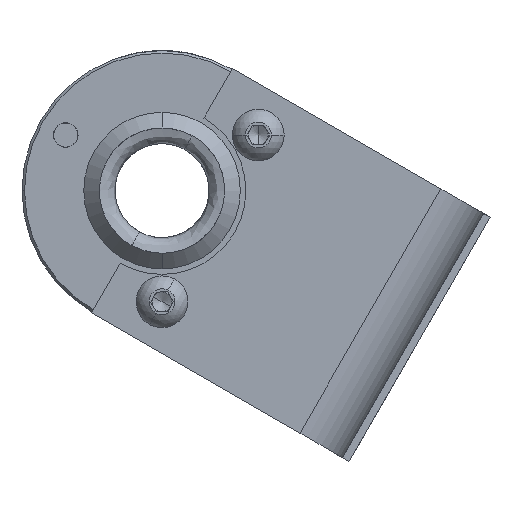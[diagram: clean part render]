
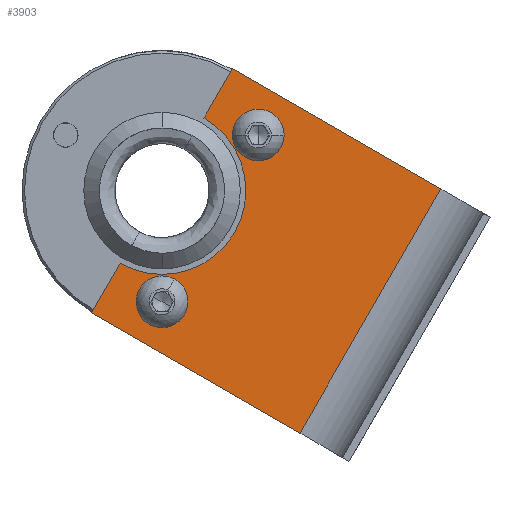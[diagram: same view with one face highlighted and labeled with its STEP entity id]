
A CAD part, front view. The second image highlights one B-rep face of the part: STEP entity #3903.
In plain terms, the highlighted face is planar.
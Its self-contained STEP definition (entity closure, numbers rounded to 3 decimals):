
#36 = ORIENTED_EDGE ( 'NONE', *, *, #1141, .F. ) ;
#41 = ORIENTED_EDGE ( 'NONE', *, *, #1257, .F. ) ;
#48 = CARTESIAN_POINT ( 'NONE',  ( 28.6, 11.5, 1.5 ) ) ;
#117 = VERTEX_POINT ( 'NONE', #2591 ) ;
#211 = CIRCLE ( 'NONE', #991, 3.4 ) ;
#213 = EDGE_CURVE ( 'NONE', #2330, #896, #718, .T. ) ;
#273 = DIRECTION ( 'NONE',  ( -0.5, 0.866, 0. ) ) ;
#435 = LINE ( 'NONE', #2569, #3492 ) ;
#484 = EDGE_CURVE ( 'NONE', #2330, #1170, #1431, .T. ) ;
#606 = CARTESIAN_POINT ( 'NONE',  ( 28.6, 1.5, 1.5 ) ) ;
#623 = DIRECTION ( 'NONE',  ( -1., 0., 0. ) ) ;
#718 = LINE ( 'NONE', #2741, #4147 ) ;
#805 = LINE ( 'NONE', #1701, #3475 ) ;
#845 = ORIENTED_EDGE ( 'NONE', *, *, #213, .T. ) ;
#896 = VERTEX_POINT ( 'NONE', #1819 ) ;
#956 = CARTESIAN_POINT ( 'NONE',  ( -28.6, 11.5, 1.5 ) ) ;
#969 = VERTEX_POINT ( 'NONE', #1219 ) ;
#991 = AXIS2_PLACEMENT_3D ( 'NONE', #2327, #1059, #3643 ) ;
#1059 = DIRECTION ( 'NONE',  ( 0., 0., 1. ) ) ;
#1095 = CIRCLE ( 'NONE', #1984, 3.4 ) ;
#1141 = EDGE_CURVE ( 'NONE', #3984, #3272, #4019, .T. ) ;
#1170 = VERTEX_POINT ( 'NONE', #48 ) ;
#1171 = CARTESIAN_POINT ( 'NONE',  ( 0., 60.3, 1.5 ) ) ;
#1219 = CARTESIAN_POINT ( 'NONE',  ( -22.925, 49.027, 1.5 ) ) ;
#1240 = LINE ( 'NONE', #2336, #3437 ) ;
#1257 = EDGE_CURVE ( 'NONE', #3272, #3984, #211, .T. ) ;
#1391 = EDGE_CURVE ( 'NONE', #969, #3658, #1554, .T. ) ;
#1393 = EDGE_LOOP ( 'NONE', ( #2044, #3434 ) ) ;
#1411 = CARTESIAN_POINT ( 'NONE',  ( -17., 60.3, 1.5 ) ) ;
#1431 = LINE ( 'NONE', #3196, #2382 ) ;
#1442 = DIRECTION ( 'NONE',  ( -1., 0., 0. ) ) ;
#1471 = EDGE_CURVE ( 'NONE', #3841, #896, #4209, .T. ) ;
#1546 = EDGE_LOOP ( 'NONE', ( #845, #1572, #2721, #3384, #3534, #3135 ) ) ;
#1554 = CIRCLE ( 'NONE', #3257, 3.4 ) ;
#1572 = ORIENTED_EDGE ( 'NONE', *, *, #1471, .F. ) ;
#1701 = CARTESIAN_POINT ( 'NONE',  ( -28.6, 1.5, 1.5 ) ) ;
#1735 = DIRECTION ( 'NONE',  ( 1., 0., 0. ) ) ;
#1755 = EDGE_CURVE ( 'NONE', #2184, #1170, #1240, .T. ) ;
#1786 = CARTESIAN_POINT ( 'NONE',  ( -19.525, 49.027, 1.5 ) ) ;
#1813 = DIRECTION ( 'NONE',  ( 0., 0., 1. ) ) ;
#1819 = CARTESIAN_POINT ( 'NONE',  ( 17., 60.3, 1.5 ) ) ;
#1960 = DIRECTION ( 'NONE',  ( 0., 0., -1. ) ) ;
#1984 = AXIS2_PLACEMENT_3D ( 'NONE', #3572, #3927, #2613 ) ;
#2044 = ORIENTED_EDGE ( 'NONE', *, *, #2448, .F. ) ;
#2133 = EDGE_LOOP ( 'NONE', ( #36, #41 ) ) ;
#2184 = VERTEX_POINT ( 'NONE', #956 ) ;
#2291 = DIRECTION ( 'NONE',  ( 0., 0., 1. ) ) ;
#2327 = CARTESIAN_POINT ( 'NONE',  ( 19.525, 49.028, 1.5 ) ) ;
#2330 = VERTEX_POINT ( 'NONE', #2394 ) ;
#2336 = CARTESIAN_POINT ( 'NONE',  ( 28.6, 11.5, 1.5 ) ) ;
#2382 = VECTOR ( 'NONE', #2866, 1000. ) ;
#2394 = CARTESIAN_POINT ( 'NONE',  ( 28.6, 60.3, 1.5 ) ) ;
#2417 = DIRECTION ( 'NONE',  ( 0., 0., 1. ) ) ;
#2448 = EDGE_CURVE ( 'NONE', #3658, #969, #1095, .T. ) ;
#2569 = CARTESIAN_POINT ( 'NONE',  ( 28.6, 60.3, 1.5 ) ) ;
#2576 = AXIS2_PLACEMENT_3D ( 'NONE', #1171, #1813, #3217 ) ;
#2591 = CARTESIAN_POINT ( 'NONE',  ( -28.6, 60.3, 1.5 ) ) ;
#2613 = DIRECTION ( 'NONE',  ( 1., 0., 0. ) ) ;
#2675 = DIRECTION ( 'NONE',  ( 0., -1., 0. ) ) ;
#2721 = ORIENTED_EDGE ( 'NONE', *, *, #3586, .T. ) ;
#2741 = CARTESIAN_POINT ( 'NONE',  ( 28.6, 60.3, 1.5 ) ) ;
#2832 = FACE_BOUND ( 'NONE', #1393, .T. ) ;
#2866 = DIRECTION ( 'NONE',  ( 0., -1., 0. ) ) ;
#2956 = CARTESIAN_POINT ( 'NONE',  ( 19.525, 49.028, 1.5 ) ) ;
#3014 = CARTESIAN_POINT ( 'NONE',  ( 16.125, 49.028, 1.5 ) ) ;
#3053 = FACE_OUTER_BOUND ( 'NONE', #1546, .T. ) ;
#3135 = ORIENTED_EDGE ( 'NONE', *, *, #484, .F. ) ;
#3196 = CARTESIAN_POINT ( 'NONE',  ( 28.6, 1.5, 1.5 ) ) ;
#3198 = FACE_BOUND ( 'NONE', #2133, .T. ) ;
#3217 = DIRECTION ( 'NONE',  ( 1., 0., 0. ) ) ;
#3257 = AXIS2_PLACEMENT_3D ( 'NONE', #1786, #2417, #1735 ) ;
#3272 = VERTEX_POINT ( 'NONE', #3014 ) ;
#3384 = ORIENTED_EDGE ( 'NONE', *, *, #4179, .T. ) ;
#3434 = ORIENTED_EDGE ( 'NONE', *, *, #1391, .F. ) ;
#3437 = VECTOR ( 'NONE', #3674, 1000. ) ;
#3468 = PLANE ( 'NONE',  #3921 ) ;
#3475 = VECTOR ( 'NONE', #2675, 1000. ) ;
#3492 = VECTOR ( 'NONE', #623, 1000. ) ;
#3534 = ORIENTED_EDGE ( 'NONE', *, *, #1755, .T. ) ;
#3572 = CARTESIAN_POINT ( 'NONE',  ( -19.525, 49.027, 1.5 ) ) ;
#3586 = EDGE_CURVE ( 'NONE', #3841, #117, #435, .T. ) ;
#3643 = DIRECTION ( 'NONE',  ( -0.5, 0.866, 0. ) ) ;
#3658 = VERTEX_POINT ( 'NONE', #4224 ) ;
#3674 = DIRECTION ( 'NONE',  ( 1., 0., 0. ) ) ;
#3841 = VERTEX_POINT ( 'NONE', #1411 ) ;
#3903 = ADVANCED_FACE ( 'NONE', ( #3198, #2832, #3053 ), #3468, .F. ) ;
#3921 = AXIS2_PLACEMENT_3D ( 'NONE', #606, #1960, #4205 ) ;
#3927 = DIRECTION ( 'NONE',  ( 0., 0., 1. ) ) ;
#3984 = VERTEX_POINT ( 'NONE', #4219 ) ;
#4019 = CIRCLE ( 'NONE', #4067, 3.4 ) ;
#4067 = AXIS2_PLACEMENT_3D ( 'NONE', #2956, #2291, #273 ) ;
#4147 = VECTOR ( 'NONE', #1442, 1000. ) ;
#4179 = EDGE_CURVE ( 'NONE', #117, #2184, #805, .T. ) ;
#4205 = DIRECTION ( 'NONE',  ( 0., 1., 0. ) ) ;
#4209 = CIRCLE ( 'NONE', #2576, 17. ) ;
#4219 = CARTESIAN_POINT ( 'NONE',  ( 22.925, 49.028, 1.5 ) ) ;
#4224 = CARTESIAN_POINT ( 'NONE',  ( -16.125, 49.027, 1.5 ) ) ;
